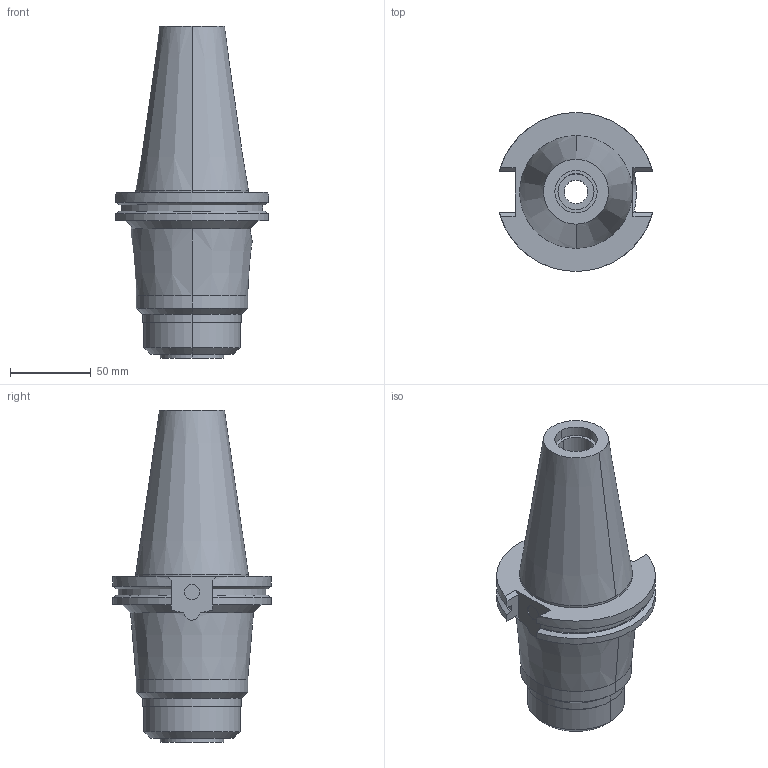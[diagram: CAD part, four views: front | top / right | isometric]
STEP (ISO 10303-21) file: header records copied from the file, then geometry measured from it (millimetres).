
FILE_DESCRIPTION((''),'2;1');
FILE_NAME('BCV50H-MEGA_750DS-4','2018-04-11T',('ykawabe'),(''),'CREO PARAMETRIC BY PTC INC, 2016380','CREO PARAMETRIC BY PTC INC, 2016380','');
FILE_SCHEMA(('AUTOMOTIVE_DESIGN { 1 0 10303 214 1 1 1 1 }'));
Length unit declared in the file: millimetre
Products named in the file (1): BCV50H-MEGA_750DS-4
Bounding box: 94.95 x 98.42 x 205.6 mm (x, y, z)
Volume: 614440.9 mm3; surface area: 65097.7 mm2
Topology: 1 solids, 1 shells, 73 faces, 197 edges, 134 vertices
Faces by surface type: cylinder 33, plane 26, cone 14
Entity records: 3200 total; most frequent: CARTESIAN_POINT 520, DIRECTION 422, ORIENTED_EDGE 394, PRESENTATION_STYLE_ASSIGNMENT 202, STYLED_ITEM 202, CURVE_STYLE 201, EDGE_CURVE 197, AXIS2_PLACEMENT_3D 172
